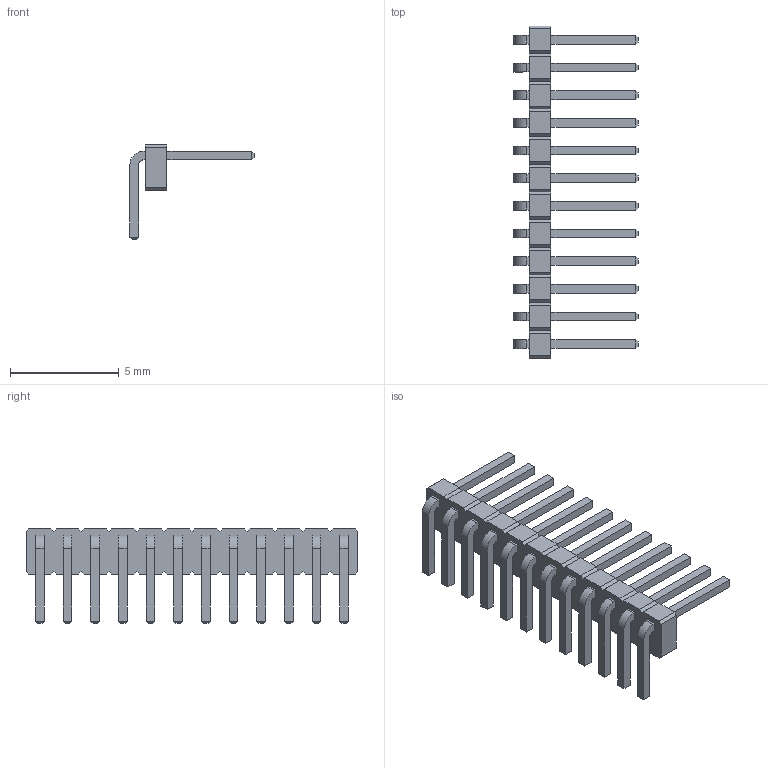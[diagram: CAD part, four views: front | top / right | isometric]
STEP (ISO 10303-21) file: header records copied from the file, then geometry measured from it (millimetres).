
FILE_DESCRIPTION(/* description */ ('model of Pin_Header_Angled_1x12_Pitch1.27mm'),/* implementation_level */ '2;1');
FILE_NAME(/* name */ 'Pin_Header_Angled_1x12_Pitch1.27mm.step',/* time_stamp */ '2017-06-29T10:22:41',/* author */ ('kicad StepUp','ksu'),/* organization */ ('FreeCAD'),/* preprocessor_version */ 'OCC',/* originating_system */ 'kicad StepUp',/* authorisation */ '');
FILE_SCHEMA(('AUTOMOTIVE_DESIGN_CC2 { 1 2 10303 214 -1 1 5 4 }'));
Length unit declared in the file: millimetre
Products named in the file (1): Pin_Header_Angled_1x12_Pitch127mm
Bounding box: 5.7 x 15.24 x 4.35 mm (x, y, z)
Volume: 47.1 mm3; surface area: 254 mm2
Topology: 1 solids, 1 shells, 340 faces, 846 edges, 532 vertices
Faces by surface type: plane 316, cylinder 24
Entity records: 12203 total; most frequent: CARTESIAN_POINT 1719, ORIENTED_EDGE 1692, DIRECTION 1576, EDGE_CURVE 846, LINE 798, VECTOR 798, VERTEX_POINT 532, AXIS2_PLACEMENT_3D 389
